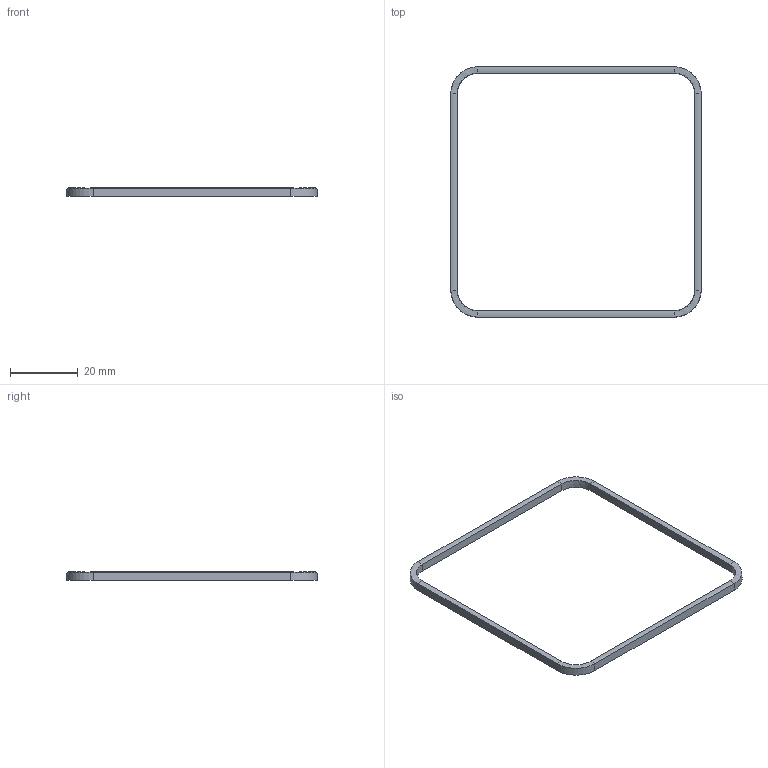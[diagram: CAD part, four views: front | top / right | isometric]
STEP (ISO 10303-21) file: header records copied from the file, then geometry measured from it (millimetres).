
FILE_DESCRIPTION (( 'STEP AP203' ), '1' );
FILE_NAME ('ring_box filter25032020.STEP', '2020-03-25T11:44:25', ( '' ), ( '' ), 'SwSTEP 2.0', 'SolidWorks 2014', '' );
FILE_SCHEMA (( 'CONFIG_CONTROL_DESIGN' ));
Length unit declared in the file: millimetre
Products named in the file (1): ring_box filter25032020
Bounding box: 73.73 x 73.73 x 2.5 mm (x, y, z)
Volume: 1293.9 mm3; surface area: 2379.3 mm2
Topology: 1 solids, 1 shells, 25 faces, 56 edges, 32 vertices
Faces by surface type: plane 9, cone 8, bspline 8
Entity records: 795 total; most frequent: CARTESIAN_POINT 194, ORIENTED_EDGE 112, DIRECTION 100, EDGE_CURVE 56, AXIS2_PLACEMENT_3D 34, VERTEX_POINT 32, LINE 32, VECTOR 32
